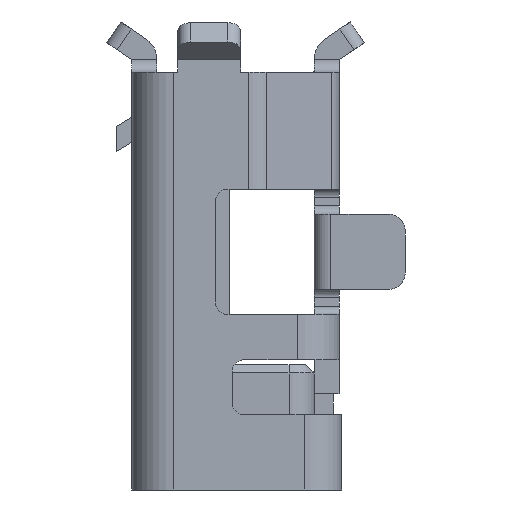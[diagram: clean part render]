
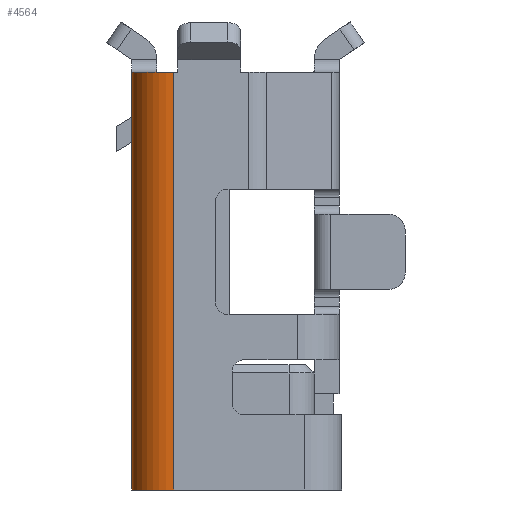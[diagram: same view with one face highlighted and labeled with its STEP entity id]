
A CAD part, left-side view. The second image highlights one B-rep face of the part: STEP entity #4564.
In plain terms, the highlighted cylindrical face has radius 0.5 mm (diameter 1 mm), a partial arc.
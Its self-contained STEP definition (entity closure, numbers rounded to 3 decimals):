
#196 = DIRECTION ( 'NONE',  ( 0., 0., 1. ) ) ;
#265 = DIRECTION ( 'NONE',  ( 0., 0., -1. ) ) ;
#816 = DIRECTION ( 'NONE',  ( 0., 0., 1. ) ) ;
#1274 = ORIENTED_EDGE ( 'NONE', *, *, #4991, .F. ) ;
#1360 = AXIS2_PLACEMENT_3D ( 'NONE', #12424, #1530, #6432 ) ;
#1530 = DIRECTION ( 'NONE',  ( 0., 0., -1. ) ) ;
#1826 = CARTESIAN_POINT ( 'NONE',  ( -3.75, 2.02, -5.6 ) ) ;
#2171 = CARTESIAN_POINT ( 'NONE',  ( -3.25, 2.52, -0.6 ) ) ;
#2567 = AXIS2_PLACEMENT_3D ( 'NONE', #12379, #265, #6433 ) ;
#2798 = LINE ( 'NONE', #12804, #8591 ) ;
#3500 = VERTEX_POINT ( 'NONE', #6202 ) ;
#3765 = DIRECTION ( 'NONE',  ( 0., 0., 1. ) ) ;
#4283 = ORIENTED_EDGE ( 'NONE', *, *, #11566, .T. ) ;
#4384 = VERTEX_POINT ( 'NONE', #12238 ) ;
#4564 = ADVANCED_FACE ( 'NONE', ( #12834 ), #10485, .T. ) ;
#4608 = ORIENTED_EDGE ( 'NONE', *, *, #6334, .T. ) ;
#4991 = EDGE_CURVE ( 'NONE', #4384, #3500, #11263, .T. ) ;
#5205 = EDGE_LOOP ( 'NONE', ( #4283, #4608, #1274, #5395 ) ) ;
#5395 = ORIENTED_EDGE ( 'NONE', *, *, #10085, .T. ) ;
#5823 = CIRCLE ( 'NONE', #6452, 0.5 ) ;
#5915 = DIRECTION ( 'NONE',  ( -1., 0., 0. ) ) ;
#5947 = VECTOR ( 'NONE', #196, 1000. ) ;
#6202 = CARTESIAN_POINT ( 'NONE',  ( -3.25, 2.52, -0.6 ) ) ;
#6334 = EDGE_CURVE ( 'NONE', #11988, #3500, #11225, .T. ) ;
#6432 = DIRECTION ( 'NONE',  ( -1., 0., 0. ) ) ;
#6433 = DIRECTION ( 'NONE',  ( -1., 0., 0. ) ) ;
#6452 = AXIS2_PLACEMENT_3D ( 'NONE', #6829, #816, #5915 ) ;
#6617 = VERTEX_POINT ( 'NONE', #1826 ) ;
#6829 = CARTESIAN_POINT ( 'NONE',  ( -3.25, 2.02, -5.6 ) ) ;
#7526 = CARTESIAN_POINT ( 'NONE',  ( -3.75, 2.02, -0.6 ) ) ;
#8591 = VECTOR ( 'NONE', #3765, 1000. ) ;
#10085 = EDGE_CURVE ( 'NONE', #4384, #6617, #5823, .T. ) ;
#10485 = CYLINDRICAL_SURFACE ( 'NONE', #1360, 0.5 ) ;
#11225 = CIRCLE ( 'NONE', #2567, 0.5 ) ;
#11263 = LINE ( 'NONE', #2171, #5947 ) ;
#11566 = EDGE_CURVE ( 'NONE', #6617, #11988, #2798, .T. ) ;
#11988 = VERTEX_POINT ( 'NONE', #7526 ) ;
#12238 = CARTESIAN_POINT ( 'NONE',  ( -3.25, 2.52, -5.6 ) ) ;
#12379 = CARTESIAN_POINT ( 'NONE',  ( -3.25, 2.02, -0.6 ) ) ;
#12424 = CARTESIAN_POINT ( 'NONE',  ( -3.25, 2.02, -0.6 ) ) ;
#12804 = CARTESIAN_POINT ( 'NONE',  ( -3.75, 2.02, -0.6 ) ) ;
#12834 = FACE_OUTER_BOUND ( 'NONE', #5205, .T. ) ;
